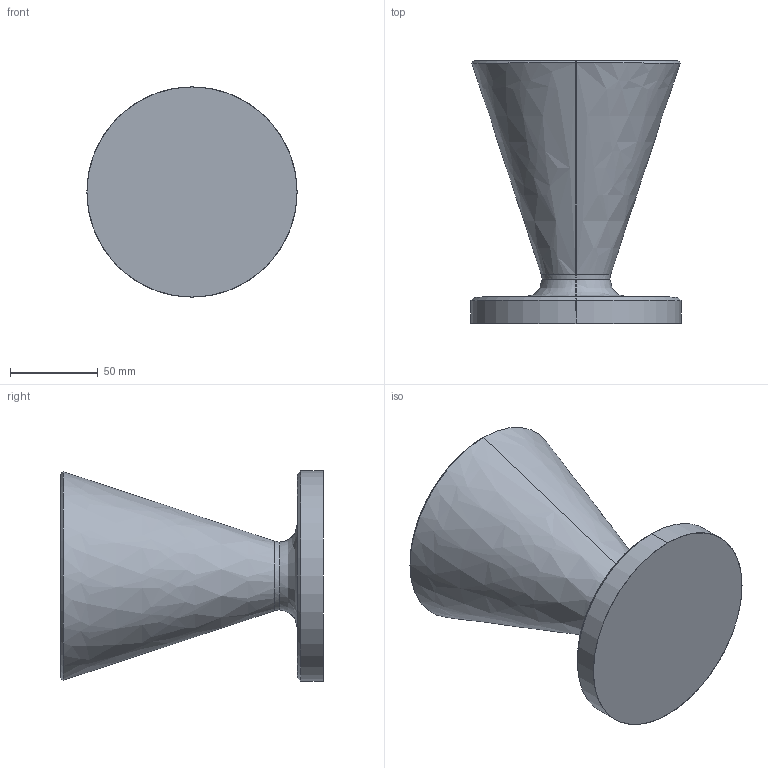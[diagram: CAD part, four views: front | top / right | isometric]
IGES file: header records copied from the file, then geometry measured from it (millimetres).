
Start section: SolidWorks IGES file using analytic representation for surfaces
Global section: file name: Part1.IGS; native system: SolidWorks 2022; preprocessor: SolidWorks 2022; author: fabien.champseix; date: 230427.124551; units: millimetre
Bounding box: 120 x 150 x 120 mm (x, y, z)
Surface area: 87626.5 mm2 (no closed solid volume)
Topology: 0 solids, 0 shells, 21 faces, 396 edges, 396 vertices
Faces by surface type: revolution 12, bspline 9
